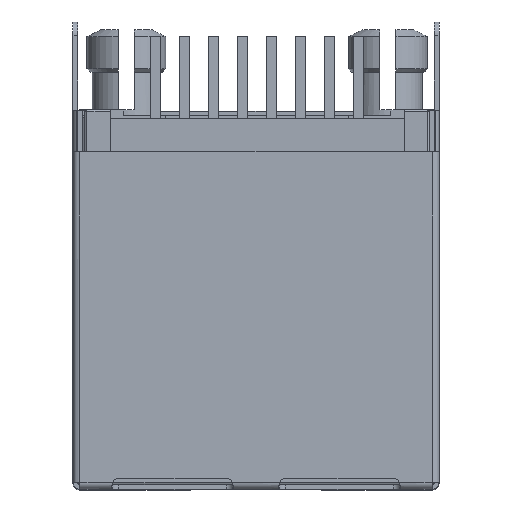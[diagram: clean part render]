
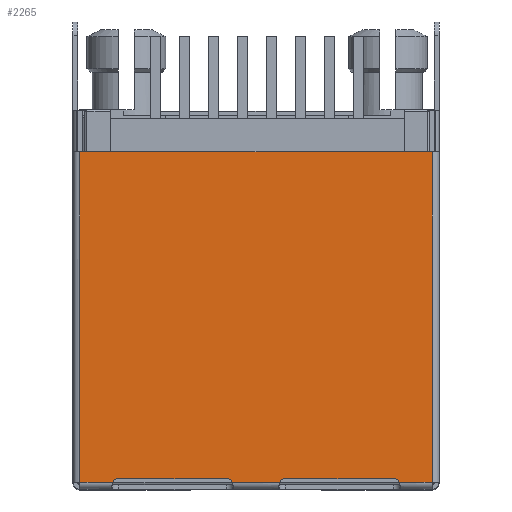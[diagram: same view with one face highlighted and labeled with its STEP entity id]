
A CAD part, top view. The second image highlights one B-rep face of the part: STEP entity #2265.
In plain terms, the highlighted planar face has unit normal (0, 0, 1).
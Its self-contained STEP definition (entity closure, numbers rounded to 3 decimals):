
#2265 = ADVANCED_FACE( '', ( #4487 ), #4488, .T. );
#4487 = FACE_OUTER_BOUND( '', #6969, .T. );
#4488 = PLANE( '', #6970 );
#6969 = EDGE_LOOP( '', ( #13495, #13496, #13497, #13498, #13499, #13500, #13501, #13502, #13503, #13504, #13505, #13506 ) );
#6970 = AXIS2_PLACEMENT_3D( '', #13507, #13508, #13509 );
#13495 = ORIENTED_EDGE( '', *, *, #14668, .T. );
#13496 = ORIENTED_EDGE( '', *, *, #14251, .T. );
#13497 = ORIENTED_EDGE( '', *, *, #16034, .T. );
#13498 = ORIENTED_EDGE( '', *, *, #16316, .T. );
#13499 = ORIENTED_EDGE( '', *, *, #16196, .T. );
#13500 = ORIENTED_EDGE( '', *, *, #16405, .F. );
#13501 = ORIENTED_EDGE( '', *, *, #16288, .F. );
#13502 = ORIENTED_EDGE( '', *, *, #16109, .F. );
#13503 = ORIENTED_EDGE( '', *, *, #16262, .T. );
#13504 = ORIENTED_EDGE( '', *, *, #15999, .T. );
#13505 = ORIENTED_EDGE( '', *, *, #14275, .T. );
#13506 = ORIENTED_EDGE( '', *, *, #16381, .T. );
#13507 = CARTESIAN_POINT( '', ( -7.7, -8.255, 8.325 ) );
#13508 = DIRECTION( '', ( 0., 0., 1. ) );
#13509 = DIRECTION( '', ( 0., -1., 0. ) );
#14251 = EDGE_CURVE( '', #17251, #17255, #17257, .F. );
#14275 = EDGE_CURVE( '', #17297, #17298, #17299, .T. );
#14668 = EDGE_CURVE( '', #17955, #17251, #17960, .T. );
#15999 = EDGE_CURVE( '', #19856, #17297, #19857, .T. );
#16034 = EDGE_CURVE( '', #17255, #19897, #19899, .T. );
#16109 = EDGE_CURVE( '', #19987, #19989, #19990, .T. );
#16196 = EDGE_CURVE( '', #20086, #19759, #20087, .T. );
#16262 = EDGE_CURVE( '', #19987, #19856, #20159, .T. );
#16288 = EDGE_CURVE( '', #19989, #20187, #20188, .T. );
#16316 = EDGE_CURVE( '', #19897, #20086, #20216, .F. );
#16381 = EDGE_CURVE( '', #17298, #17955, #20282, .T. );
#16405 = EDGE_CURVE( '', #20187, #19759, #20306, .T. );
#17251 = VERTEX_POINT( '', #21491 );
#17255 = VERTEX_POINT( '', #21496 );
#17257 = CIRCLE( '', #21499, 0.3 );
#17297 = VERTEX_POINT( '', #21554 );
#17298 = VERTEX_POINT( '', #21555 );
#17299 = LINE( '', #21556, #21557 );
#17955 = VERTEX_POINT( '', #22498 );
#17960 = LINE( '', #22513, #22514 );
#19759 = VERTEX_POINT( '', #25199 );
#19856 = VERTEX_POINT( '', #25354 );
#19857 = LINE( '', #25355, #25356 );
#19897 = VERTEX_POINT( '', #25418 );
#19899 = LINE( '', #25421, #25422 );
#19987 = VERTEX_POINT( '', #25550 );
#19989 = VERTEX_POINT( '', #25553 );
#19990 = CIRCLE( '', #25554, 0.3 );
#20086 = VERTEX_POINT( '', #25695 );
#20087 = LINE( '', #25696, #25697 );
#20159 = LINE( '', #25822, #25823 );
#20187 = VERTEX_POINT( '', #25869 );
#20188 = LINE( '', #25870, #25871 );
#20216 = CIRCLE( '', #25906, 0.3 );
#20282 = LINE( '', #25993, #25994 );
#20306 = CIRCLE( '', #26023, 0.3 );
#21491 = CARTESIAN_POINT( '', ( -6.27, -8.125, 8.325 ) );
#21496 = CARTESIAN_POINT( '', ( -6., -7.955, 8.325 ) );
#21499 = AXIS2_PLACEMENT_3D( '', #26559, #26560, #26561 );
#21554 = CARTESIAN_POINT( '', ( 7.7, 6.325, 8.325 ) );
#21555 = CARTESIAN_POINT( '', ( -7.7, 6.325, 8.325 ) );
#21556 = CARTESIAN_POINT( '', ( 7.7, 6.325, 8.325 ) );
#21557 = VECTOR( '', #26589, 1000. );
#22498 = CARTESIAN_POINT( '', ( -7.7, -8.125, 8.325 ) );
#22513 = CARTESIAN_POINT( '', ( -7.7, -8.125, 8.325 ) );
#22514 = VECTOR( '', #27002, 1000. );
#25199 = CARTESIAN_POINT( '', ( 1.03, -8.125, 8.325 ) );
#25354 = CARTESIAN_POINT( '', ( 7.7, -8.125, 8.325 ) );
#25355 = CARTESIAN_POINT( '', ( 7.7, -8.255, 8.325 ) );
#25356 = VECTOR( '', #28284, 1000. );
#25418 = CARTESIAN_POINT( '', ( -1.3, -7.955, 8.325 ) );
#25421 = CARTESIAN_POINT( '', ( -7.7, -7.955, 8.325 ) );
#25422 = VECTOR( '', #28311, 1000. );
#25550 = CARTESIAN_POINT( '', ( 6.27, -8.125, 8.325 ) );
#25553 = CARTESIAN_POINT( '', ( 6., -7.955, 8.325 ) );
#25554 = AXIS2_PLACEMENT_3D( '', #28385, #28386, #28387 );
#25695 = CARTESIAN_POINT( '', ( -1.03, -8.125, 8.325 ) );
#25696 = CARTESIAN_POINT( '', ( -7.7, -8.125, 8.325 ) );
#25697 = VECTOR( '', #28451, 1000. );
#25822 = CARTESIAN_POINT( '', ( -7.7, -8.125, 8.325 ) );
#25823 = VECTOR( '', #28496, 1000. );
#25869 = CARTESIAN_POINT( '', ( 1.3, -7.955, 8.325 ) );
#25870 = CARTESIAN_POINT( '', ( -7.7, -7.955, 8.325 ) );
#25871 = VECTOR( '', #28515, 1000. );
#25906 = AXIS2_PLACEMENT_3D( '', #28532, #28533, #28534 );
#25993 = CARTESIAN_POINT( '', ( -7.7, -8.255, 8.325 ) );
#25994 = VECTOR( '', #28568, 1000. );
#26023 = AXIS2_PLACEMENT_3D( '', #28577, #28578, #28579 );
#26559 = CARTESIAN_POINT( '', ( -6., -8.255, 8.325 ) );
#26560 = DIRECTION( '', ( 0., 0., 1. ) );
#26561 = DIRECTION( '', ( 0., -1., 0. ) );
#26589 = DIRECTION( '', ( -1., 0., 0. ) );
#27002 = DIRECTION( '', ( 1., 0., 0. ) );
#28284 = DIRECTION( '', ( 0., 1., 0. ) );
#28311 = DIRECTION( '', ( 1., 0., 0. ) );
#28385 = CARTESIAN_POINT( '', ( 6., -8.255, 8.325 ) );
#28386 = DIRECTION( '', ( 0., 0., 1. ) );
#28387 = DIRECTION( '', ( 0., -1., 0. ) );
#28451 = DIRECTION( '', ( 1., 0., 0. ) );
#28496 = DIRECTION( '', ( 1., 0., 0. ) );
#28515 = DIRECTION( '', ( -1., 0., 0. ) );
#28532 = CARTESIAN_POINT( '', ( -1.3, -8.255, 8.325 ) );
#28533 = DIRECTION( '', ( 0., 0., 1. ) );
#28534 = DIRECTION( '', ( 0., -1., 0. ) );
#28568 = DIRECTION( '', ( 0., -1., 0. ) );
#28577 = CARTESIAN_POINT( '', ( 1.3, -8.255, 8.325 ) );
#28578 = DIRECTION( '', ( 0., 0., 1. ) );
#28579 = DIRECTION( '', ( 0., -1., 0. ) );
